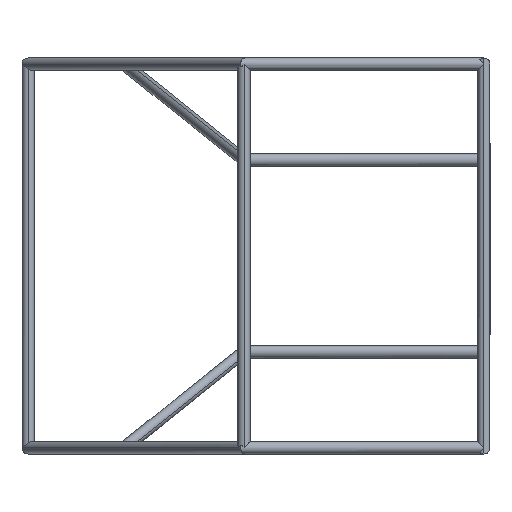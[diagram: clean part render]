
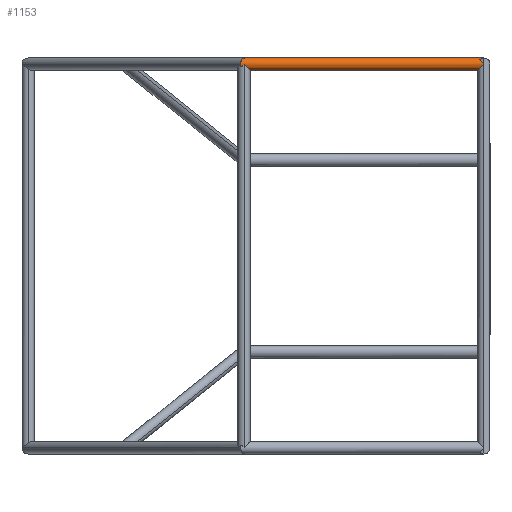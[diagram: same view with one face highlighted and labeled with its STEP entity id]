
A CAD part, left-side view. The second image highlights one B-rep face of the part: STEP entity #1153.
In plain terms, the highlighted cylindrical face has radius 12.7 mm (diameter 25.4 mm), a partial arc.
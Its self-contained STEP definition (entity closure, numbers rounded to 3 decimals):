
#38 = FACE_OUTER_BOUND ( 'NONE', #3803, .T. ) ;
#61 = CARTESIAN_POINT ( 'NONE',  ( -1115.749, 487.058, 381.143 ) ) ;
#98 = DIRECTION ( 'NONE',  ( 0., -1., 0. ) ) ;
#273 = VERTEX_POINT ( 'NONE', #4134 ) ;
#309 = CYLINDRICAL_SURFACE ( 'NONE', #470, 12.7 ) ;
#441 = CARTESIAN_POINT ( 'NONE',  ( -1112.029, -10.896, 390.123 ) ) ;
#456 = LINE ( 'NONE', #2242, #2040 ) ;
#470 = AXIS2_PLACEMENT_3D ( 'NONE', #2638, #4015, #4355 ) ;
#562 = ORIENTED_EDGE ( 'NONE', *, *, #2943, .T. ) ;
#576 =( BOUNDED_CURVE ( )  B_SPLINE_CURVE ( 3, ( #959, #2390, #2796, #4211 ),
 .UNSPECIFIED., .F., .T. ) 
 B_SPLINE_CURVE_WITH_KNOTS ( ( 4, 4 ),
 ( 4.712, 6.283 ),
 .UNSPECIFIED. ) 
 CURVE ( )  GEOMETRIC_REPRESENTATION_ITEM ( )  RATIONAL_B_SPLINE_CURVE ( ( 1., 0.805, 0.805, 1. ) ) 
 REPRESENTATION_ITEM ( '' )  );
#629 = CARTESIAN_POINT ( 'NONE',  ( -1115.22, 486.769, 376.934 ) ) ;
#638 = CARTESIAN_POINT ( 'NONE',  ( -1115.749, -12.437, 373.704 ) ) ;
#750 =( BOUNDED_CURVE ( )  B_SPLINE_CURVE ( 3, ( #941, #3794, #638, #4142 ),
 .UNSPECIFIED., .F., .T. ) 
 B_SPLINE_CURVE_WITH_KNOTS ( ( 4, 4 ),
 ( 0., 1.571 ),
 .UNSPECIFIED. ) 
 CURVE ( )  GEOMETRIC_REPRESENTATION_ITEM ( )  RATIONAL_B_SPLINE_CURVE ( ( 1., 0.805, 0.805, 1. ) ) 
 REPRESENTATION_ITEM ( '' )  );
#770 = CARTESIAN_POINT ( 'NONE',  ( -1103.049, 495.478, 393.843 ) ) ;
#787 = CARTESIAN_POINT ( 'NONE',  ( -1114.443, -13.309, 387.71 ) ) ;
#817 = VERTEX_POINT ( 'NONE', #3980 ) ;
#874 =( BOUNDED_CURVE ( )  B_SPLINE_CURVE ( 3, ( #3109, #2083, #3081, #2771 ),
 .UNSPECIFIED., .F., .T. ) 
 B_SPLINE_CURVE_WITH_KNOTS ( ( 4, 4 ),
 ( 4.712, 6.283 ),
 .UNSPECIFIED. ) 
 CURVE ( )  GEOMETRIC_REPRESENTATION_ITEM ( )  RATIONAL_B_SPLINE_CURVE ( ( 1., 0.805, 0.805, 1. ) ) 
 REPRESENTATION_ITEM ( '' )  );
#941 = CARTESIAN_POINT ( 'NONE',  ( -1103.049, -7.176, 368.443 ) ) ;
#959 = CARTESIAN_POINT ( 'NONE',  ( -1115.749, 480.124, 381.143 ) ) ;
#976 = CARTESIAN_POINT ( 'NONE',  ( -1114.196, 486.21, 375.057 ) ) ;
#1052 = VERTEX_POINT ( 'NONE', #3757 ) ;
#1153 = ADVANCED_FACE ( 'NONE', ( #38 ), #309, .T. ) ;
#1244 = VERTEX_POINT ( 'NONE', #2833 ) ;
#1265 = CARTESIAN_POINT ( 'NONE',  ( -1103.049, -7.176, 368.443 ) ) ;
#1285 = EDGE_CURVE ( 'NONE', #2729, #273, #1608, .T. ) ;
#1341 = ORIENTED_EDGE ( 'NONE', *, *, #1285, .T. ) ;
#1429 = CARTESIAN_POINT ( 'NONE',  ( -1106.462, -16.463, 393.843 ) ) ;
#1466 = VERTEX_POINT ( 'NONE', #1265 ) ;
#1520 = CARTESIAN_POINT ( 'NONE',  ( -1103.049, 467.424, 368.443 ) ) ;
#1560 = DIRECTION ( 'NONE',  ( 0., -1., 0. ) ) ;
#1608 =( BOUNDED_CURVE ( )  B_SPLINE_CURVE ( 3, ( #3259, #4275, #1429, #2497 ),
 .UNSPECIFIED., .F., .T. ) 
 B_SPLINE_CURVE_WITH_KNOTS ( ( 4, 4 ),
 ( 3.927, 4.712 ),
 .UNSPECIFIED. ) 
 CURVE ( )  GEOMETRIC_REPRESENTATION_ITEM ( )  RATIONAL_B_SPLINE_CURVE ( ( 1., 0.949, 0.949, 1. ) ) 
 REPRESENTATION_ITEM ( '' )  );
#1737 = ORIENTED_EDGE ( 'NONE', *, *, #3429, .T. ) ;
#1843 =( BOUNDED_CURVE ( )  B_SPLINE_CURVE ( 3, ( #2209, #4448, #787, #441 ),
 .UNSPECIFIED., .F., .T. ) 
 B_SPLINE_CURVE_WITH_KNOTS ( ( 4, 4 ),
 ( 1.571, 2.356 ),
 .UNSPECIFIED. ) 
 CURVE ( )  GEOMETRIC_REPRESENTATION_ITEM ( )  RATIONAL_B_SPLINE_CURVE ( ( 1., 0.949, 0.949, 1. ) ) 
 REPRESENTATION_ITEM ( '' )  );
#2040 = VECTOR ( 'NONE', #1560, 1000. ) ;
#2071 = CARTESIAN_POINT ( 'NONE',  ( -1115.749, 487.058, 379.005 ) ) ;
#2083 = CARTESIAN_POINT ( 'NONE',  ( -1110.488, 484.186, 393.843 ) ) ;
#2122 = CARTESIAN_POINT ( 'NONE',  ( -1115.749, 480.124, 381.143 ) ) ;
#2187 = CARTESIAN_POINT ( 'NONE',  ( -1114.196, 486.21, 375.057 ) ) ;
#2209 = CARTESIAN_POINT ( 'NONE',  ( -1115.749, -19.876, 381.143 ) ) ;
#2212 = ORIENTED_EDGE ( 'NONE', *, *, #3267, .T. ) ;
#2242 = CARTESIAN_POINT ( 'NONE',  ( -1103.049, 495.478, 368.443 ) ) ;
#2279 = ORIENTED_EDGE ( 'NONE', *, *, #3902, .F. ) ;
#2312 =( BOUNDED_CURVE ( )  B_SPLINE_CURVE ( 3, ( #61, #2071, #629, #976 ),
 .UNSPECIFIED., .F., .T. ) 
 B_SPLINE_CURVE_WITH_KNOTS ( ( 4, 4 ),
 ( 0., 0.5 ),
 .UNSPECIFIED. ) 
 CURVE ( )  GEOMETRIC_REPRESENTATION_ITEM ( )  RATIONAL_B_SPLINE_CURVE ( ( 1., 0.979, 0.979, 1. ) ) 
 REPRESENTATION_ITEM ( '' )  );
#2390 = CARTESIAN_POINT ( 'NONE',  ( -1115.749, 472.684, 373.704 ) ) ;
#2497 = CARTESIAN_POINT ( 'NONE',  ( -1103.049, -19.876, 393.843 ) ) ;
#2564 = LINE ( 'NONE', #770, #4034 ) ;
#2575 = CARTESIAN_POINT ( 'NONE',  ( -1115.749, 480.124, 381.143 ) ) ;
#2577 = CARTESIAN_POINT ( 'NONE',  ( -1112.029, -10.896, 390.123 ) ) ;
#2638 = CARTESIAN_POINT ( 'NONE',  ( -1103.049, 495.478, 381.143 ) ) ;
#2713 = CARTESIAN_POINT ( 'NONE',  ( -1115.749, -19.876, 381.143 ) ) ;
#2729 = VERTEX_POINT ( 'NONE', #2577 ) ;
#2763 = VERTEX_POINT ( 'NONE', #1520 ) ;
#2771 = CARTESIAN_POINT ( 'NONE',  ( -1115.749, 487.058, 381.143 ) ) ;
#2796 = CARTESIAN_POINT ( 'NONE',  ( -1110.488, 467.424, 368.443 ) ) ;
#2820 =( BOUNDED_CURVE ( )  B_SPLINE_CURVE ( 3, ( #2187, #2837, #3899, #2122 ),
 .UNSPECIFIED., .F., .T. ) 
 B_SPLINE_CURVE_WITH_KNOTS ( ( 4, 4 ),
 ( 4.213, 4.712 ),
 .UNSPECIFIED. ) 
 CURVE ( )  GEOMETRIC_REPRESENTATION_ITEM ( )  RATIONAL_B_SPLINE_CURVE ( ( 1., 0.979, 0.979, 1. ) ) 
 REPRESENTATION_ITEM ( '' )  );
#2833 = CARTESIAN_POINT ( 'NONE',  ( -1115.749, 487.058, 381.143 ) ) ;
#2837 = CARTESIAN_POINT ( 'NONE',  ( -1115.22, 484.333, 376.934 ) ) ;
#2853 = EDGE_CURVE ( 'NONE', #1466, #4048, #750, .T. ) ;
#2914 = EDGE_CURVE ( 'NONE', #1052, #1244, #874, .T. ) ;
#2943 = EDGE_CURVE ( 'NONE', #4394, #2763, #576, .T. ) ;
#3016 = ORIENTED_EDGE ( 'NONE', *, *, #3233, .T. ) ;
#3069 = ORIENTED_EDGE ( 'NONE', *, *, #2853, .T. ) ;
#3081 = CARTESIAN_POINT ( 'NONE',  ( -1115.749, 487.058, 388.583 ) ) ;
#3109 = CARTESIAN_POINT ( 'NONE',  ( -1103.049, 480.124, 393.843 ) ) ;
#3233 = EDGE_CURVE ( 'NONE', #817, #4394, #2820, .T. ) ;
#3259 = CARTESIAN_POINT ( 'NONE',  ( -1112.029, -10.896, 390.123 ) ) ;
#3267 = EDGE_CURVE ( 'NONE', #1244, #817, #2312, .T. ) ;
#3369 = ORIENTED_EDGE ( 'NONE', *, *, #2914, .T. ) ;
#3429 = EDGE_CURVE ( 'NONE', #4048, #2729, #1843, .T. ) ;
#3431 = ORIENTED_EDGE ( 'NONE', *, *, #4398, .T. ) ;
#3757 = CARTESIAN_POINT ( 'NONE',  ( -1103.049, 480.124, 393.843 ) ) ;
#3794 = CARTESIAN_POINT ( 'NONE',  ( -1110.488, -7.176, 368.443 ) ) ;
#3803 = EDGE_LOOP ( 'NONE', ( #2279, #3369, #2212, #3016, #562, #3431, #3069, #1737, #1341 ) ) ;
#3899 = CARTESIAN_POINT ( 'NONE',  ( -1115.749, 482.262, 379.005 ) ) ;
#3902 = EDGE_CURVE ( 'NONE', #1052, #273, #2564, .T. ) ;
#3980 = CARTESIAN_POINT ( 'NONE',  ( -1114.196, 486.21, 375.057 ) ) ;
#4015 = DIRECTION ( 'NONE',  ( 0., -1., 0. ) ) ;
#4034 = VECTOR ( 'NONE', #98, 1000. ) ;
#4048 = VERTEX_POINT ( 'NONE', #2713 ) ;
#4134 = CARTESIAN_POINT ( 'NONE',  ( -1103.049, -19.876, 393.843 ) ) ;
#4142 = CARTESIAN_POINT ( 'NONE',  ( -1115.749, -19.876, 381.143 ) ) ;
#4211 = CARTESIAN_POINT ( 'NONE',  ( -1103.049, 467.424, 368.443 ) ) ;
#4275 = CARTESIAN_POINT ( 'NONE',  ( -1109.616, -13.309, 392.537 ) ) ;
#4355 = DIRECTION ( 'NONE',  ( 0., 0., -1. ) ) ;
#4394 = VERTEX_POINT ( 'NONE', #2575 ) ;
#4398 = EDGE_CURVE ( 'NONE', #2763, #1466, #456, .T. ) ;
#4448 = CARTESIAN_POINT ( 'NONE',  ( -1115.749, -16.463, 384.556 ) ) ;
